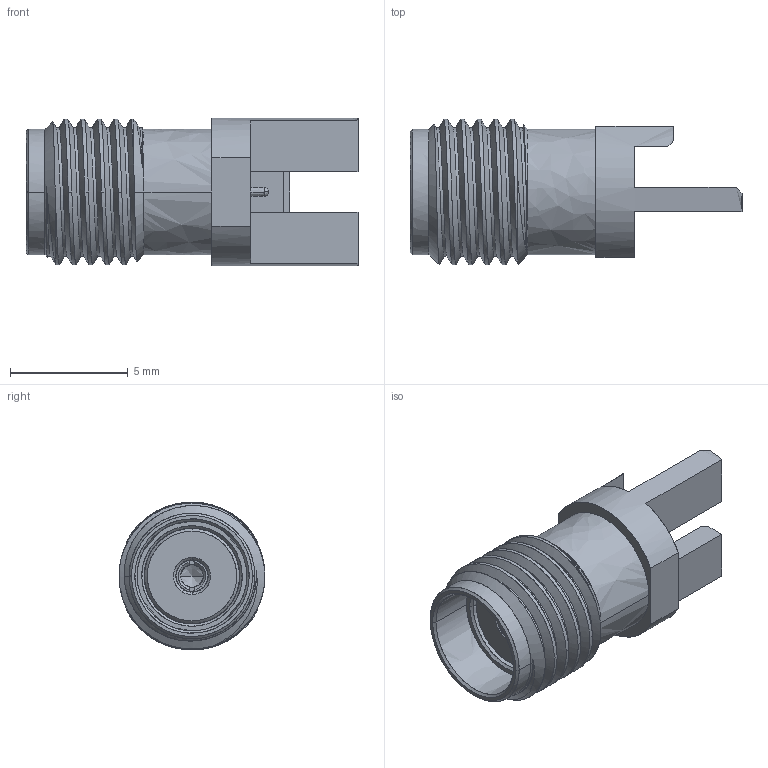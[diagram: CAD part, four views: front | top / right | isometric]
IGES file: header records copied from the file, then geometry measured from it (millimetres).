
Start section:  PTC IGES file: 901-10513-2.igs
Global section: file name: 901-10513-2.igs; native system: Creo Elements/Pro by Parametric Technology Corporation; preprocessor: 2014440; author: michelle.zhang; organization: Unknown; date: 20160811.105811; units: millimetre
Bounding box: 14.08 x 6.19 x 6.27 mm (x, y, z)
Surface area: 583.3 mm2 (no closed solid volume)
Topology: 0 solids, 0 shells, 192 faces, 1064 edges, 1060 vertices
Faces by surface type: bspline 192
